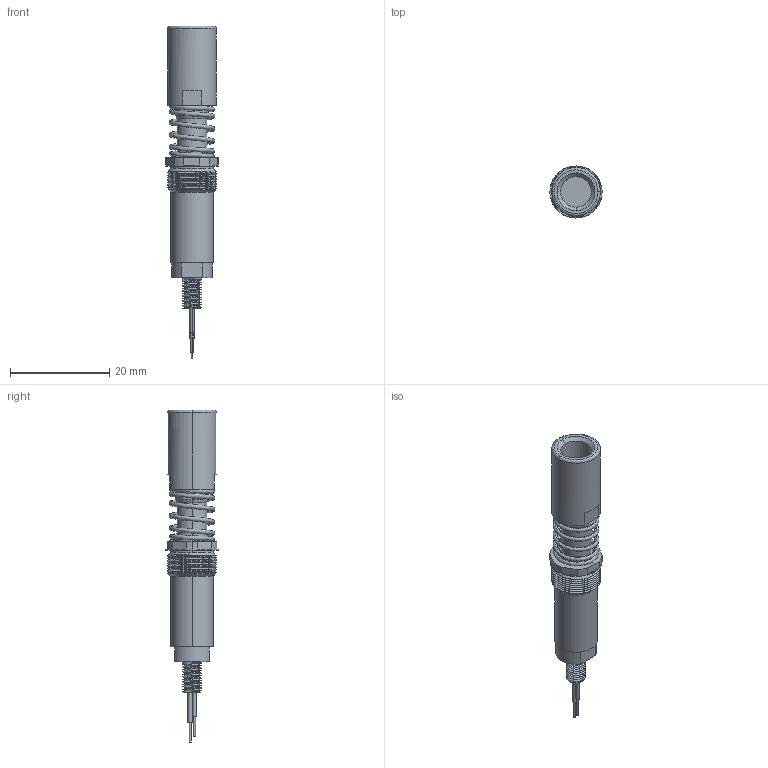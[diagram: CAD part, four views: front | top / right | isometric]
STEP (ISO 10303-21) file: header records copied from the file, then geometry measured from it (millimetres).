
FILE_DESCRIPTION (( 'STEP AP214' ), '1' );
FILE_NAME ('MOD-HC10G52BxxxG11060.STEP', '2020-02-19T16:12:49', ( 'firstrun' ), ( 'Hewlett-Packard Company' ), 'SwSTEP 2.0', 'SolidWorks 2015', '' );
FILE_SCHEMA (( 'AUTOMOTIVE_DESIGN' ));
Length unit declared in the file: millimetre
Products named in the file (1): MOD-HC10G52BxxxG11060
Bounding box: 10.5 x 10.5 x 66.87 mm (x, y, z)
Volume: 3486 mm3; surface area: 3636.3 mm2
Topology: 4 solids, 8 shells, 444 faces, 1242 edges, 821 vertices
Faces by surface type: cylinder 208, plane 115, bspline 94, cone 27
Entity records: 36862 total; most frequent: CARTESIAN_POINT 21973, ORIENTED_EDGE 2480, DIRECTION 1692, EDGE_CURVE 1240, VERTEX_POINT 821, AXIS2_PLACEMENT_3D 612, LINE 468, VECTOR 468
